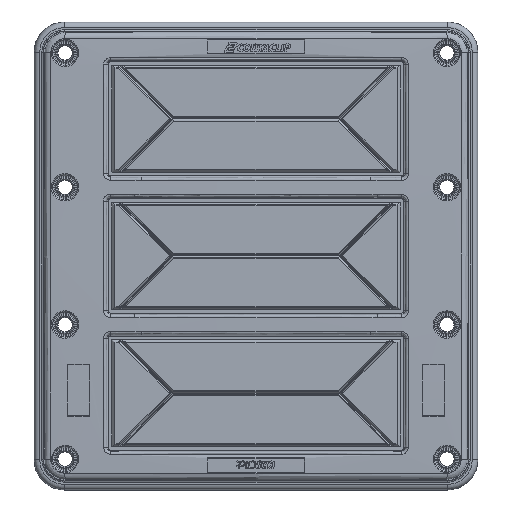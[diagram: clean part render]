
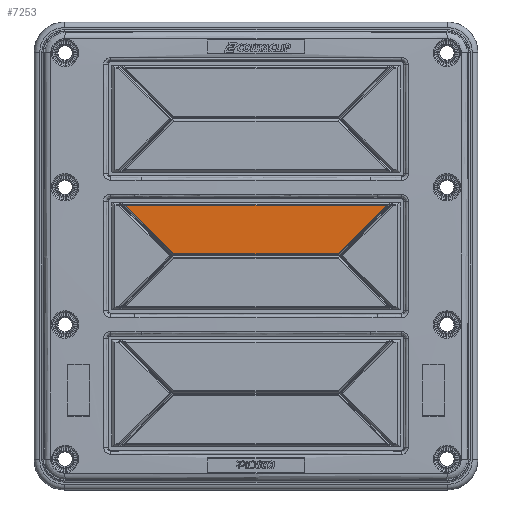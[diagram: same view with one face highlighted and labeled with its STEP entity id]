
A CAD part, top view. The second image highlights one B-rep face of the part: STEP entity #7253.
In plain terms, the highlighted planar face has unit normal (0, 0, 1).
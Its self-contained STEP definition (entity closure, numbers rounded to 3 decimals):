
#4764=FACE_OUTER_BOUND('',#12380,.T.);
#7253=ADVANCED_FACE('',(#4764),#9510,.T.);
#9510=PLANE('',#44347);
#12380=EDGE_LOOP('',(#17646,#17647,#17648,#17649));
#17646=ORIENTED_EDGE('',*,*,#33637,.T.);
#17647=ORIENTED_EDGE('',*,*,#33638,.T.);
#17648=ORIENTED_EDGE('',*,*,#33639,.T.);
#17649=ORIENTED_EDGE('',*,*,#33634,.T.);
#29027=VERTEX_POINT('',#59691);
#29030=VERTEX_POINT('',#59696);
#29032=VERTEX_POINT('',#59704);
#29033=VERTEX_POINT('',#59706);
#33634=EDGE_CURVE('',#29027,#29030,#39547,.T.);
#33637=EDGE_CURVE('',#29030,#29032,#39548,.T.);
#33638=EDGE_CURVE('',#29032,#29033,#39549,.T.);
#33639=EDGE_CURVE('',#29033,#29027,#39550,.T.);
#39547=LINE('',#59697,#41892);
#39548=LINE('',#59703,#41893);
#39549=LINE('',#59705,#41894);
#39550=LINE('',#59707,#41895);
#41892=VECTOR('',#49895,1.);
#41893=VECTOR('',#49904,1.);
#41894=VECTOR('',#49905,1.);
#41895=VECTOR('',#49906,1.);
#44347=AXIS2_PLACEMENT_3D('',#59708,#49907,#49908);
#49895=DIRECTION('',(0.707,0.707,0.));
#49904=DIRECTION('',(-1.,0.,0.));
#49905=DIRECTION('',(0.707,-0.707,0.));
#49906=DIRECTION('',(1.,0.,0.));
#49907=DIRECTION('',(0.,0.,1.));
#49908=DIRECTION('',(-1.,0.,0.));
#59691=CARTESIAN_POINT('',(-3.122,51.899,17.6));
#59696=CARTESIAN_POINT('',(14.754,69.776,17.6));
#59697=CARTESIAN_POINT('',(-3.122,51.899,17.6));
#59703=CARTESIAN_POINT('',(14.754,69.776,17.6));
#59704=CARTESIAN_POINT('',(-82.254,69.776,17.6));
#59705=CARTESIAN_POINT('',(-82.254,69.776,17.6));
#59706=CARTESIAN_POINT('',(-64.378,51.899,17.6));
#59707=CARTESIAN_POINT('',(-64.378,51.899,17.6));
#59708=CARTESIAN_POINT('',(-33.75,51.,17.6));
